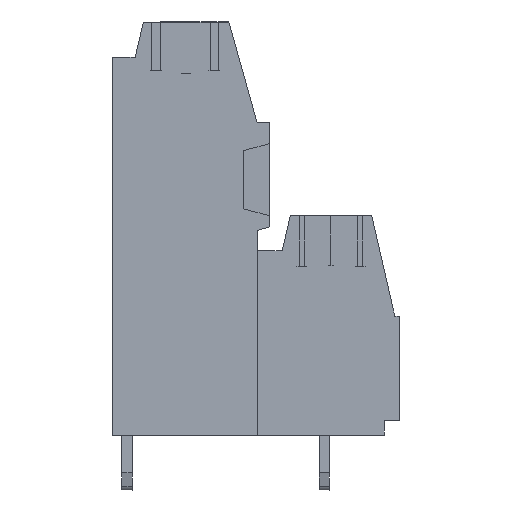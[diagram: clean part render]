
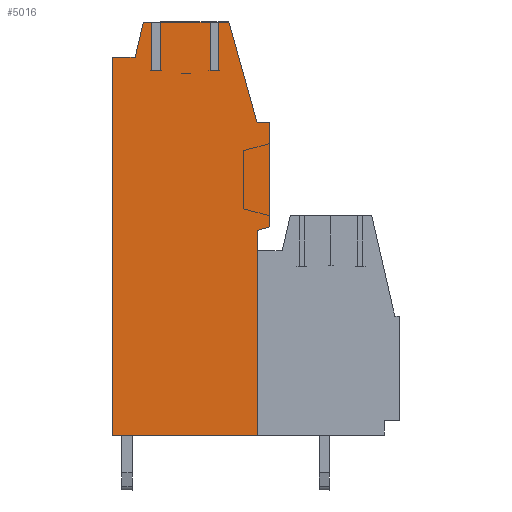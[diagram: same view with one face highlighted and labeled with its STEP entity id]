
A CAD part, left-side view. The second image highlights one B-rep face of the part: STEP entity #5016.
In plain terms, the highlighted planar face has unit normal (-1, 0, 0).
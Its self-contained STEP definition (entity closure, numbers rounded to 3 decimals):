
#4956=AXIS2_PLACEMENT_3D('Plane Axis2P3D',#4953,#4954,#4955) ;
#1581=CARTESIAN_POINT('Vertex',(0.,8.3,3.2)) ;
#1584=CARTESIAN_POINT('Line Origine',(0.,12.525,3.2)) ;
#1588=CARTESIAN_POINT('Vertex',(0.,16.75,3.2)) ;
#2746=CARTESIAN_POINT('Line Origine',(0.,16.75,14.225)) ;
#2750=CARTESIAN_POINT('Vertex',(0.,16.75,25.25)) ;
#2870=CARTESIAN_POINT('Vertex',(0.,8.3,15.15)) ;
#2873=CARTESIAN_POINT('Line Origine',(0.,8.3,9.175)) ;
#3034=CARTESIAN_POINT('Vertex',(0.,14.95,27.3)) ;
#3037=CARTESIAN_POINT('Line Origine',(0.,14.7,27.3)) ;
#3041=CARTESIAN_POINT('Vertex',(0.,14.45,27.3)) ;
#3090=CARTESIAN_POINT('Vertex',(0.,13.95,27.3)) ;
#3093=CARTESIAN_POINT('Line Origine',(0.,12.5,27.3)) ;
#3097=CARTESIAN_POINT('Vertex',(0.,11.05,27.3)) ;
#3146=CARTESIAN_POINT('Vertex',(0.,10.55,27.3)) ;
#3149=CARTESIAN_POINT('Line Origine',(0.,10.25,27.3)) ;
#3153=CARTESIAN_POINT('Vertex',(0.,9.95,27.3)) ;
#3645=CARTESIAN_POINT('Line Origine',(0.,9.131,24.375)) ;
#3649=CARTESIAN_POINT('Vertex',(0.,8.311,21.45)) ;
#3669=CARTESIAN_POINT('Line Origine',(0.,7.956,21.45)) ;
#3673=CARTESIAN_POINT('Vertex',(0.,7.6,21.45)) ;
#3693=CARTESIAN_POINT('Line Origine',(0.,7.6,18.4)) ;
#3697=CARTESIAN_POINT('Vertex',(0.,7.6,15.35)) ;
#4397=CARTESIAN_POINT('Line Origine',(0.,7.95,15.25)) ;
#4414=CARTESIAN_POINT('Line Origine',(0.,16.088,25.25)) ;
#4418=CARTESIAN_POINT('Vertex',(0.,15.425,25.25)) ;
#4438=CARTESIAN_POINT('Line Origine',(0.,15.188,26.275)) ;
#4953=CARTESIAN_POINT('Axis2P3D Location',(0.,7.6,0.)) ;
#4958=CARTESIAN_POINT('Line Origine',(0.,13.95,25.875)) ;
#4962=CARTESIAN_POINT('Vertex',(0.,13.95,24.45)) ;
#4965=CARTESIAN_POINT('Line Origine',(0.,14.2,24.45)) ;
#4969=CARTESIAN_POINT('Vertex',(0.,14.45,24.45)) ;
#4972=CARTESIAN_POINT('Line Origine',(0.,14.45,25.875)) ;
#4977=CARTESIAN_POINT('Line Origine',(0.,10.55,25.875)) ;
#4981=CARTESIAN_POINT('Vertex',(0.,10.55,24.45)) ;
#4984=CARTESIAN_POINT('Line Origine',(0.,10.8,24.45)) ;
#4988=CARTESIAN_POINT('Vertex',(0.,11.05,24.45)) ;
#4991=CARTESIAN_POINT('Line Origine',(0.,11.05,25.875)) ;
#1585=DIRECTION('Vector Direction',(0.,1.,0.)) ;
#2747=DIRECTION('Vector Direction',(0.,0.,1.)) ;
#2874=DIRECTION('Vector Direction',(0.,0.,-1.)) ;
#3038=DIRECTION('Vector Direction',(0.,-1.,0.)) ;
#3094=DIRECTION('Vector Direction',(0.,-1.,0.)) ;
#3150=DIRECTION('Vector Direction',(0.,-1.,0.)) ;
#3646=DIRECTION('Vector Direction',(0.,-0.27,-0.963)) ;
#3670=DIRECTION('Vector Direction',(0.,-1.,0.)) ;
#3694=DIRECTION('Vector Direction',(0.,0.,-1.)) ;
#4398=DIRECTION('Vector Direction',(0.,0.962,-0.275)) ;
#4415=DIRECTION('Vector Direction',(0.,-1.,0.)) ;
#4439=DIRECTION('Vector Direction',(0.,-0.226,0.974)) ;
#4954=DIRECTION('Axis2P3D Direction',(-1.,0.,0.)) ;
#4955=DIRECTION('Axis2P3D XDirection',(0.,0.,1.)) ;
#4959=DIRECTION('Vector Direction',(0.,0.,1.)) ;
#4966=DIRECTION('Vector Direction',(0.,-1.,0.)) ;
#4973=DIRECTION('Vector Direction',(0.,0.,1.)) ;
#4978=DIRECTION('Vector Direction',(0.,0.,1.)) ;
#4985=DIRECTION('Vector Direction',(0.,-1.,0.)) ;
#4992=DIRECTION('Vector Direction',(0.,0.,1.)) ;
#1586=VECTOR('Line Direction',#1585,1.) ;
#2748=VECTOR('Line Direction',#2747,1.) ;
#2875=VECTOR('Line Direction',#2874,1.) ;
#3039=VECTOR('Line Direction',#3038,1.) ;
#3095=VECTOR('Line Direction',#3094,1.) ;
#3151=VECTOR('Line Direction',#3150,1.) ;
#3647=VECTOR('Line Direction',#3646,1.) ;
#3671=VECTOR('Line Direction',#3670,1.) ;
#3695=VECTOR('Line Direction',#3694,1.) ;
#4399=VECTOR('Line Direction',#4398,1.) ;
#4416=VECTOR('Line Direction',#4415,1.) ;
#4440=VECTOR('Line Direction',#4439,1.) ;
#4960=VECTOR('Line Direction',#4959,1.) ;
#4967=VECTOR('Line Direction',#4966,1.) ;
#4974=VECTOR('Line Direction',#4973,1.) ;
#4979=VECTOR('Line Direction',#4978,1.) ;
#4986=VECTOR('Line Direction',#4985,1.) ;
#4993=VECTOR('Line Direction',#4992,1.) ;
#4997=ORIENTED_EDGE('',*,*,#3099,.T.) ;
#4998=ORIENTED_EDGE('',*,*,#4964,.F.) ;
#4999=ORIENTED_EDGE('',*,*,#4971,.F.) ;
#5000=ORIENTED_EDGE('',*,*,#4976,.T.) ;
#5001=ORIENTED_EDGE('',*,*,#3043,.T.) ;
#5002=ORIENTED_EDGE('',*,*,#4442,.T.) ;
#5003=ORIENTED_EDGE('',*,*,#4420,.T.) ;
#5004=ORIENTED_EDGE('',*,*,#2752,.T.) ;
#5005=ORIENTED_EDGE('',*,*,#1590,.T.) ;
#5006=ORIENTED_EDGE('',*,*,#2877,.T.) ;
#5007=ORIENTED_EDGE('',*,*,#4401,.T.) ;
#5008=ORIENTED_EDGE('',*,*,#3699,.T.) ;
#5009=ORIENTED_EDGE('',*,*,#3675,.T.) ;
#5010=ORIENTED_EDGE('',*,*,#3651,.T.) ;
#5011=ORIENTED_EDGE('',*,*,#3155,.T.) ;
#5012=ORIENTED_EDGE('',*,*,#4983,.F.) ;
#5013=ORIENTED_EDGE('',*,*,#4990,.F.) ;
#5014=ORIENTED_EDGE('',*,*,#4995,.T.) ;
#5016=ADVANCED_FACE('Hauptk\X2\00F6\X0\rper',(#5015),#4957,.T.) ;
#1590=EDGE_CURVE('',#1589,#1582,#1587,.F.) ;
#2752=EDGE_CURVE('',#2751,#1589,#2749,.F.) ;
#2877=EDGE_CURVE('',#1582,#2871,#2876,.F.) ;
#3043=EDGE_CURVE('',#3042,#3035,#3040,.F.) ;
#3099=EDGE_CURVE('',#3098,#3091,#3096,.F.) ;
#3155=EDGE_CURVE('',#3154,#3147,#3152,.F.) ;
#3651=EDGE_CURVE('',#3650,#3154,#3648,.F.) ;
#3675=EDGE_CURVE('',#3674,#3650,#3672,.F.) ;
#3699=EDGE_CURVE('',#3698,#3674,#3696,.F.) ;
#4401=EDGE_CURVE('',#2871,#3698,#4400,.F.) ;
#4420=EDGE_CURVE('',#4419,#2751,#4417,.F.) ;
#4442=EDGE_CURVE('',#3035,#4419,#4441,.F.) ;
#4964=EDGE_CURVE('',#4963,#3091,#4961,.T.) ;
#4971=EDGE_CURVE('',#4970,#4963,#4968,.T.) ;
#4976=EDGE_CURVE('',#4970,#3042,#4975,.T.) ;
#4983=EDGE_CURVE('',#4982,#3147,#4980,.T.) ;
#4990=EDGE_CURVE('',#4989,#4982,#4987,.T.) ;
#4995=EDGE_CURVE('',#4989,#3098,#4994,.T.) ;
#4996=EDGE_LOOP('',(#4997,#4998,#4999,#5000,#5001,#5002,#5003,#5004,#5005,#5006,#5007,#5008,#5009,#5010,#5011,#5012,#5013,#5014)) ;
#5015=FACE_OUTER_BOUND('',#4996,.T.) ;
#1587=LINE('Line',#1584,#1586) ;
#2749=LINE('Line',#2746,#2748) ;
#2876=LINE('Line',#2873,#2875) ;
#3040=LINE('Line',#3037,#3039) ;
#3096=LINE('Line',#3093,#3095) ;
#3152=LINE('Line',#3149,#3151) ;
#3648=LINE('Line',#3645,#3647) ;
#3672=LINE('Line',#3669,#3671) ;
#3696=LINE('Line',#3693,#3695) ;
#4400=LINE('Line',#4397,#4399) ;
#4417=LINE('Line',#4414,#4416) ;
#4441=LINE('Line',#4438,#4440) ;
#4961=LINE('Line',#4958,#4960) ;
#4968=LINE('Line',#4965,#4967) ;
#4975=LINE('Line',#4972,#4974) ;
#4980=LINE('Line',#4977,#4979) ;
#4987=LINE('Line',#4984,#4986) ;
#4994=LINE('Line',#4991,#4993) ;
#4957=PLANE('',#4956) ;
#1582=VERTEX_POINT('',#1581) ;
#1589=VERTEX_POINT('',#1588) ;
#2751=VERTEX_POINT('',#2750) ;
#2871=VERTEX_POINT('',#2870) ;
#3035=VERTEX_POINT('',#3034) ;
#3042=VERTEX_POINT('',#3041) ;
#3091=VERTEX_POINT('',#3090) ;
#3098=VERTEX_POINT('',#3097) ;
#3147=VERTEX_POINT('',#3146) ;
#3154=VERTEX_POINT('',#3153) ;
#3650=VERTEX_POINT('',#3649) ;
#3674=VERTEX_POINT('',#3673) ;
#3698=VERTEX_POINT('',#3697) ;
#4419=VERTEX_POINT('',#4418) ;
#4963=VERTEX_POINT('',#4962) ;
#4970=VERTEX_POINT('',#4969) ;
#4982=VERTEX_POINT('',#4981) ;
#4989=VERTEX_POINT('',#4988) ;
